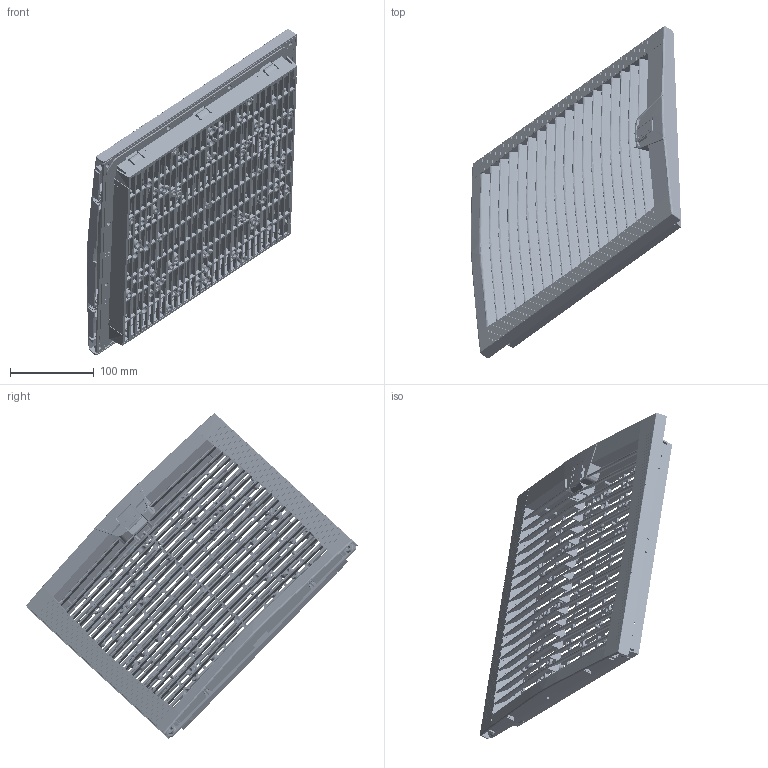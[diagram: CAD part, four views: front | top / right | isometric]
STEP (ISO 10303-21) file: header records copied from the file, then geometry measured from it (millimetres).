
FILE_DESCRIPTION (( 'STEP AP203' ), '1' );
FILE_NAME ('LFGH254 export.stp', '2023-11-10T16:04:53', ( '' ), ( '' ), 'SwSTEP 2.0', 'SolidWorks 2018', '' );
FILE_SCHEMA (( 'CONFIG_CONTROL_DESIGN' ));
Products named in the file (1): LFGH254 export
Bounding box: 250.66 x 395.77 x 388.5 mm (x, y, z)
Volume: 641233.7 mm3; surface area: 660387.3 mm2
Topology: 3 solids, 3 shells, 7415 faces, 20395 edges, 12982 vertices
Faces by surface type: plane 2928, cylinder 2216, bspline 1235, cone 662, torus 365, sphere 9
Entity records: 332767 total; most frequent: CARTESIAN_POINT 182523, ORIENTED_EDGE 40744, EDGE_CURVE 20372, B_SPLINE_CURVE_WITH_KNOTS 17583, DIRECTION 15575, VERTEX_POINT 12976, EDGE_LOOP 8236, FACE_OUTER_BOUND 7415
